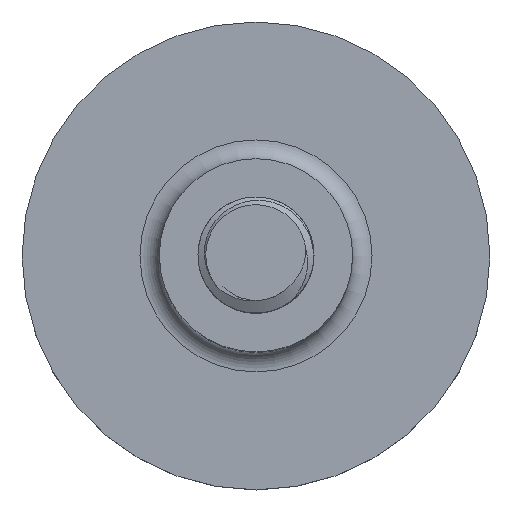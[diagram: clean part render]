
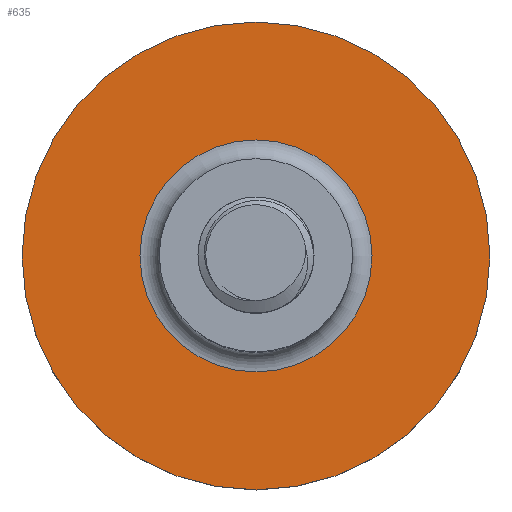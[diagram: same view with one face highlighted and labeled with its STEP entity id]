
A CAD part, top view. The second image highlights one B-rep face of the part: STEP entity #635.
In plain terms, the highlighted planar face has unit normal (0, 0, 1).
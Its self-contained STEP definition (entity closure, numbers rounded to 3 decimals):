
#21=FACE_BOUND('',#103,.T.);
#26=PLANE('',#705);
#62=FACE_OUTER_BOUND('',#102,.T.);
#102=EDGE_LOOP('',(#505));
#103=EDGE_LOOP('',(#506));
#126=CIRCLE('',#699,3.);
#131=CIRCLE('',#706,6.05);
#287=VERTEX_POINT('',#2381);
#291=VERTEX_POINT('',#2393);
#372=EDGE_CURVE('',#287,#287,#126,.T.);
#378=EDGE_CURVE('',#291,#291,#131,.T.);
#505=ORIENTED_EDGE('',*,*,#378,.T.);
#506=ORIENTED_EDGE('',*,*,#372,.F.);
#635=ADVANCED_FACE('',(#62,#21),#26,.T.);
#699=AXIS2_PLACEMENT_3D('',#2382,#823,#824);
#705=AXIS2_PLACEMENT_3D('',#2392,#836,#837);
#706=AXIS2_PLACEMENT_3D('',#2394,#838,#839);
#823=DIRECTION('center_axis',(0.,0.,1.));
#824=DIRECTION('ref_axis',(1.,0.,0.));
#836=DIRECTION('center_axis',(0.,0.,1.));
#837=DIRECTION('ref_axis',(1.,0.,0.));
#838=DIRECTION('center_axis',(0.,0.,1.));
#839=DIRECTION('ref_axis',(1.,0.,0.));
#2381=CARTESIAN_POINT('',(3.,0.,2.8));
#2382=CARTESIAN_POINT('Origin',(0.,0.,2.8));
#2392=CARTESIAN_POINT('Origin',(0.,0.,2.8));
#2393=CARTESIAN_POINT('',(-6.05,0.,2.8));
#2394=CARTESIAN_POINT('Origin',(0.,0.,2.8));
